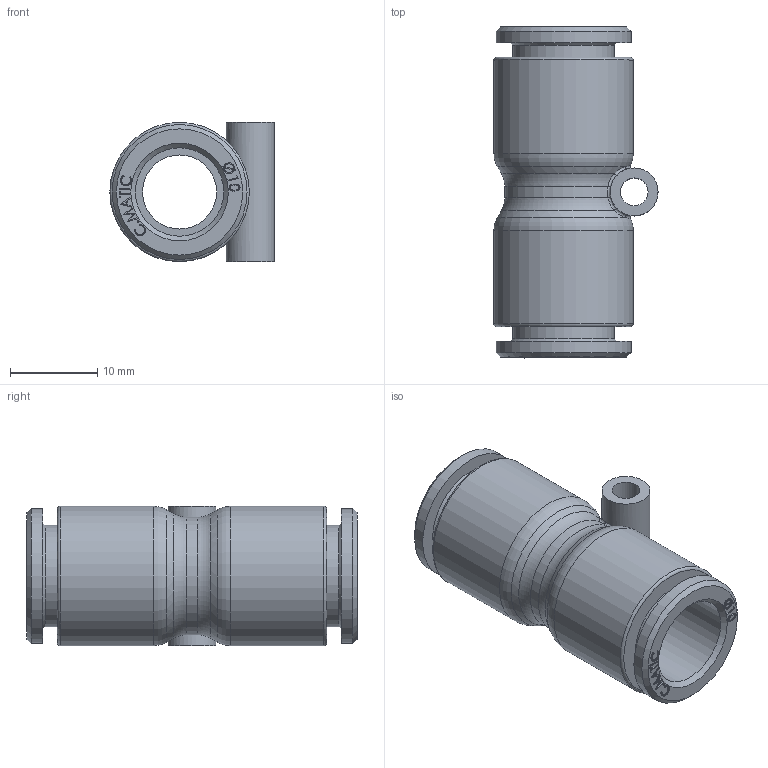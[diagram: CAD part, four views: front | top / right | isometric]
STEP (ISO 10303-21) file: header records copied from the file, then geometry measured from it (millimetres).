
FILE_DESCRIPTION(/* description */ ('STEP AP214'),/* implementation_level */ '2;1');
FILE_NAME(/* name */ 'B0150050',/* time_stamp */ '2023-03-29T16:19:37+02:00',/* author */ ('License CC BY-ND 4.0'),/* organization */ ('CADENAS'),/* preprocessor_version */ 'ST-DEVELOPER v19.3',/* originating_system */ 'PARTsolutions',/* authorisation */ ' ');
FILE_SCHEMA (('AUTOMOTIVE_DESIGN {1 0 10303 214 3 1 1}'));
Length unit declared in the file: millimetre
Products named in the file (1): B0150050
Bounding box: 18.85 x 38.1 x 16 mm (x, y, z)
Volume: 4125.4 mm3; surface area: 3956.7 mm2
Topology: 1 solids, 1 shells, 270 faces, 689 edges, 456 vertices
Faces by surface type: plane 146, bspline 98, cylinder 12, cone 8, torus 6
Full cylindrical faces by diameter (mm): 3.2 x1, 5.5 x1, 8.5 x1, 10.15 x2, 11.62 x2, 15.5 x2, 16 x2
Entity records: 13514 total; most frequent: CARTESIAN_POINT 7731, ORIENTED_EDGE 1316, DIRECTION 852, EDGE_CURVE 658, VERTEX_POINT 446, LINE 410, VECTOR 410, EDGE_LOOP 330
